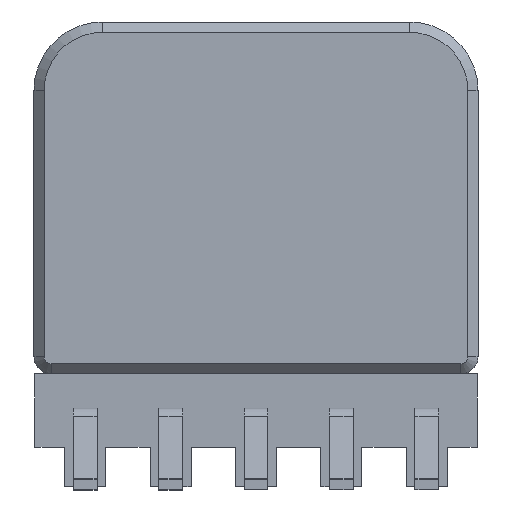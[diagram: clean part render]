
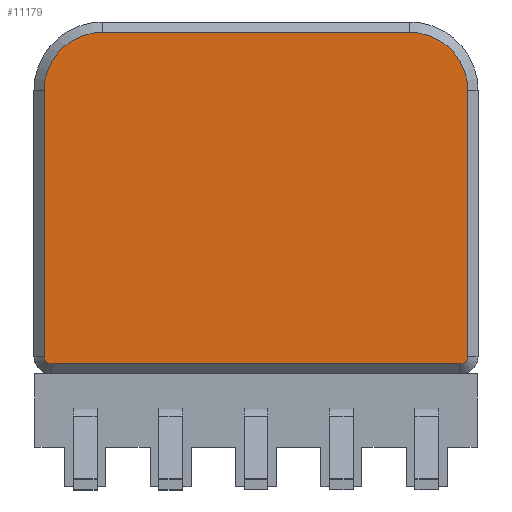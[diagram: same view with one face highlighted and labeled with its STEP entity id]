
A CAD part, front view. The second image highlights one B-rep face of the part: STEP entity #11179.
In plain terms, the highlighted face is planar.
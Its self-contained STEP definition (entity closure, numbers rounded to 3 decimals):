
#396=CIRCLE('',#11755,0.2);
#398=CIRCLE('',#11760,0.2);
#399=CIRCLE('',#11762,1.7);
#402=CIRCLE('',#11768,1.7);
#2348=ORIENTED_EDGE('',*,*,#3876,.T.);
#2349=ORIENTED_EDGE('',*,*,#3880,.T.);
#2350=ORIENTED_EDGE('',*,*,#3877,.T.);
#2351=ORIENTED_EDGE('',*,*,#3871,.T.);
#2352=ORIENTED_EDGE('',*,*,#3865,.T.);
#2353=ORIENTED_EDGE('',*,*,#3862,.T.);
#2354=ORIENTED_EDGE('',*,*,#3864,.T.);
#2355=ORIENTED_EDGE('',*,*,#3870,.T.);
#3862=EDGE_CURVE('',#4787,#4788,#396,.T.);
#3864=EDGE_CURVE('',#4788,#4789,#5625,.T.);
#3865=EDGE_CURVE('',#4790,#4787,#5626,.T.);
#3870=EDGE_CURVE('',#4789,#4793,#398,.T.);
#3871=EDGE_CURVE('',#4794,#4790,#399,.T.);
#3876=EDGE_CURVE('',#4793,#4796,#5633,.T.);
#3877=EDGE_CURVE('',#4797,#4794,#5634,.T.);
#3880=EDGE_CURVE('',#4796,#4797,#402,.T.);
#4787=VERTEX_POINT('',#16237);
#4788=VERTEX_POINT('',#16240);
#4789=VERTEX_POINT('',#16244);
#4790=VERTEX_POINT('',#16248);
#4793=VERTEX_POINT('',#16256);
#4794=VERTEX_POINT('',#16260);
#4796=VERTEX_POINT('',#16267);
#4797=VERTEX_POINT('',#16271);
#5625=LINE('',#16245,#6448);
#5626=LINE('',#16247,#6449);
#5633=LINE('',#16268,#6456);
#5634=LINE('',#16270,#6457);
#6448=VECTOR('',#13490,1000.);
#6449=VECTOR('',#13493,1000.);
#6456=VECTOR('',#13514,1000.);
#6457=VECTOR('',#13517,1000.);
#6954=EDGE_LOOP('',(#2348,#2349,#2350,#2351,#2352,#2353,#2354,#2355));
#7403=FACE_BOUND('',#6954,.T.);
#7745=PLANE('',#11789);
#11179=ADVANCED_FACE('',(#7403),#7745,.T.);
#11755=AXIS2_PLACEMENT_3D('',#16241,#13485,#13486);
#11760=AXIS2_PLACEMENT_3D('',#16257,#13501,#13502);
#11762=AXIS2_PLACEMENT_3D('',#16259,#13505,#13506);
#11768=AXIS2_PLACEMENT_3D('',#16275,#13523,#13524);
#11789=AXIS2_PLACEMENT_3D('',#16333,#13587,#13588);
#13485=DIRECTION('',(0.,1.,0.));
#13486=DIRECTION('',(0.,0.,1.));
#13490=DIRECTION('',(-1.,0.,0.));
#13493=DIRECTION('',(0.,0.,-1.));
#13501=DIRECTION('',(0.,1.,0.));
#13502=DIRECTION('',(0.,0.,1.));
#13505=DIRECTION('',(0.,1.,0.));
#13506=DIRECTION('',(0.,0.,1.));
#13514=DIRECTION('',(0.,0.,1.));
#13517=DIRECTION('',(1.,0.,0.));
#13523=DIRECTION('',(0.,1.,0.));
#13524=DIRECTION('',(0.,0.,1.));
#13587=DIRECTION('',(0.,1.,0.));
#13588=DIRECTION('',(0.,0.,1.));
#16237=CARTESIAN_POINT('',(6.2,6.385,-2.4));
#16240=CARTESIAN_POINT('',(6.,6.385,-2.6));
#16241=CARTESIAN_POINT('',(6.,6.385,-2.4));
#16244=CARTESIAN_POINT('',(-6.,6.385,-2.6));
#16245=CARTESIAN_POINT('',(-6.,6.385,-2.6));
#16247=CARTESIAN_POINT('',(6.2,6.385,-2.4));
#16248=CARTESIAN_POINT('',(6.2,6.385,5.4));
#16256=CARTESIAN_POINT('',(-6.2,6.385,-2.4));
#16257=CARTESIAN_POINT('',(-6.,6.385,-2.4));
#16259=CARTESIAN_POINT('',(4.5,6.385,5.4));
#16260=CARTESIAN_POINT('',(4.5,6.385,7.1));
#16267=CARTESIAN_POINT('',(-6.2,6.385,5.4));
#16268=CARTESIAN_POINT('',(-6.2,6.385,5.4));
#16270=CARTESIAN_POINT('',(4.5,6.385,7.1));
#16271=CARTESIAN_POINT('',(-4.5,6.385,7.1));
#16275=CARTESIAN_POINT('',(-4.5,6.385,5.4));
#16333=CARTESIAN_POINT('',(6.,6.385,-2.4));
